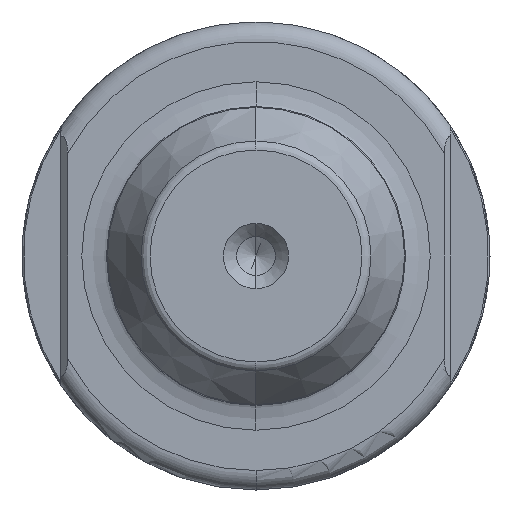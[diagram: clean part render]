
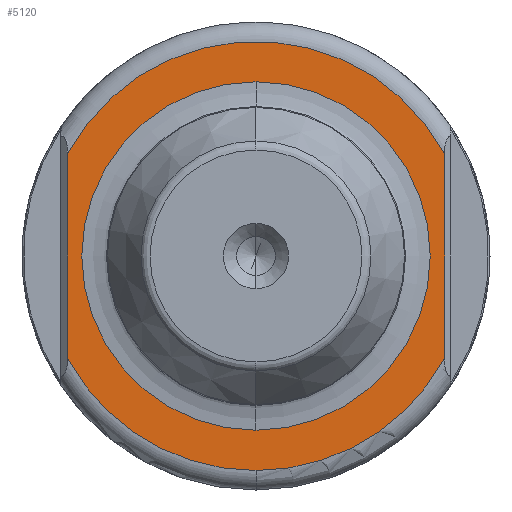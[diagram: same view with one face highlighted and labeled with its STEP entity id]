
A CAD part, left-side view. The second image highlights one B-rep face of the part: STEP entity #5120.
In plain terms, the highlighted planar face has unit normal (-1, 0, 0).
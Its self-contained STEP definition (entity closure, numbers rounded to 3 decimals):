
#195 = PLANE ( 'NONE',  #2754 ) ;
#397 = DIRECTION ( 'NONE',  ( 0., 0., 1. ) ) ;
#533 = CARTESIAN_POINT ( 'NONE',  ( 35., 0., 0. ) ) ;
#702 = VERTEX_POINT ( 'NONE', #1901 ) ;
#762 = AXIS2_PLACEMENT_3D ( 'NONE', #5775, #2198, #6382 ) ;
#778 = DIRECTION ( 'NONE',  ( 1., 0., 0. ) ) ;
#968 = CARTESIAN_POINT ( 'NONE',  ( 35., -14.5, -18. ) ) ;
#1128 = DIRECTION ( 'NONE',  ( 0., 0., -1. ) ) ;
#1286 = ORIENTED_EDGE ( 'NONE', *, *, #3329, .T. ) ;
#1333 = DIRECTION ( 'NONE',  ( 0., 0., 1. ) ) ;
#1516 = EDGE_LOOP ( 'NONE', ( #7677, #4443 ) ) ;
#1613 = AXIS2_PLACEMENT_3D ( 'NONE', #3129, #7350, #3723 ) ;
#1693 = FACE_BOUND ( 'NONE', #1516, .T. ) ;
#1802 = AXIS2_PLACEMENT_3D ( 'NONE', #2380, #6576, #2973 ) ;
#1901 = CARTESIAN_POINT ( 'NONE',  ( 35., 0., -16.5 ) ) ;
#2088 = VERTEX_POINT ( 'NONE', #3169 ) ;
#2198 = DIRECTION ( 'NONE',  ( -1., 0., 0. ) ) ;
#2287 = VERTEX_POINT ( 'NONE', #3801 ) ;
#2379 = EDGE_LOOP ( 'NONE', ( #5944, #6357, #6598, #6029, #1286 ) ) ;
#2380 = CARTESIAN_POINT ( 'NONE',  ( 35., 0., 0. ) ) ;
#2439 = CARTESIAN_POINT ( 'NONE',  ( 35., 14.5, -18. ) ) ;
#2725 = AXIS2_PLACEMENT_3D ( 'NONE', #533, #4710, #1128 ) ;
#2754 = AXIS2_PLACEMENT_3D ( 'NONE', #7617, #778, #4961 ) ;
#2973 = DIRECTION ( 'NONE',  ( 0., 0., 1. ) ) ;
#3050 = EDGE_CURVE ( 'NONE', #702, #2088, #5879, .T. ) ;
#3129 = CARTESIAN_POINT ( 'NONE',  ( 35., 0., 0. ) ) ;
#3169 = CARTESIAN_POINT ( 'NONE',  ( 35., -14.5, -7.874 ) ) ;
#3261 = CIRCLE ( 'NONE', #762, 16.5 ) ;
#3329 = EDGE_CURVE ( 'NONE', #2287, #3483, #5708, .T. ) ;
#3437 = EDGE_CURVE ( 'NONE', #6309, #6202, #3730, .T. ) ;
#3480 = CARTESIAN_POINT ( 'NONE',  ( 35., 0., 13.4 ) ) ;
#3483 = VERTEX_POINT ( 'NONE', #4867 ) ;
#3723 = DIRECTION ( 'NONE',  ( 0., 0., -1. ) ) ;
#3730 = CIRCLE ( 'NONE', #1802, 13.4 ) ;
#3801 = CARTESIAN_POINT ( 'NONE',  ( 35., 14.5, 7.874 ) ) ;
#3848 = AXIS2_PLACEMENT_3D ( 'NONE', #7593, #3959, #397 ) ;
#3959 = DIRECTION ( 'NONE',  ( -1., 0., 0. ) ) ;
#3973 = VERTEX_POINT ( 'NONE', #4773 ) ;
#4025 = EDGE_CURVE ( 'NONE', #2088, #3973, #5719, .T. ) ;
#4443 = ORIENTED_EDGE ( 'NONE', *, *, #3437, .F. ) ;
#4681 = FACE_OUTER_BOUND ( 'NONE', #2379, .T. ) ;
#4708 = CIRCLE ( 'NONE', #1613, 16.5 ) ;
#4710 = DIRECTION ( 'NONE',  ( -1., 0., 0. ) ) ;
#4773 = CARTESIAN_POINT ( 'NONE',  ( 35., -14.5, 7.874 ) ) ;
#4867 = CARTESIAN_POINT ( 'NONE',  ( 35., 14.5, -7.874 ) ) ;
#4961 = DIRECTION ( 'NONE',  ( 0., 0., -1. ) ) ;
#5055 = EDGE_CURVE ( 'NONE', #3483, #702, #3261, .T. ) ;
#5120 = ADVANCED_FACE ( 'NONE', ( #4681, #1693 ), #195, .F. ) ;
#5186 = CARTESIAN_POINT ( 'NONE',  ( 35., 0., -13.4 ) ) ;
#5708 = LINE ( 'NONE', #2439, #7136 ) ;
#5719 = LINE ( 'NONE', #968, #7521 ) ;
#5775 = CARTESIAN_POINT ( 'NONE',  ( 35., 0., 0. ) ) ;
#5879 = CIRCLE ( 'NONE', #2725, 16.5 ) ;
#5944 = ORIENTED_EDGE ( 'NONE', *, *, #5055, .T. ) ;
#6029 = ORIENTED_EDGE ( 'NONE', *, *, #6721, .T. ) ;
#6202 = VERTEX_POINT ( 'NONE', #3480 ) ;
#6309 = VERTEX_POINT ( 'NONE', #5186 ) ;
#6357 = ORIENTED_EDGE ( 'NONE', *, *, #3050, .T. ) ;
#6382 = DIRECTION ( 'NONE',  ( 0., 0., -1. ) ) ;
#6398 = CIRCLE ( 'NONE', #3848, 13.4 ) ;
#6576 = DIRECTION ( 'NONE',  ( -1., 0., 0. ) ) ;
#6598 = ORIENTED_EDGE ( 'NONE', *, *, #4025, .T. ) ;
#6721 = EDGE_CURVE ( 'NONE', #3973, #2287, #4708, .T. ) ;
#7136 = VECTOR ( 'NONE', #7250, 1000. ) ;
#7250 = DIRECTION ( 'NONE',  ( 0., 0., -1. ) ) ;
#7350 = DIRECTION ( 'NONE',  ( -1., 0., 0. ) ) ;
#7423 = EDGE_CURVE ( 'NONE', #6202, #6309, #6398, .T. ) ;
#7521 = VECTOR ( 'NONE', #1333, 1000. ) ;
#7593 = CARTESIAN_POINT ( 'NONE',  ( 35., 0., 0. ) ) ;
#7617 = CARTESIAN_POINT ( 'NONE',  ( 35., 0., -18. ) ) ;
#7677 = ORIENTED_EDGE ( 'NONE', *, *, #7423, .F. ) ;
